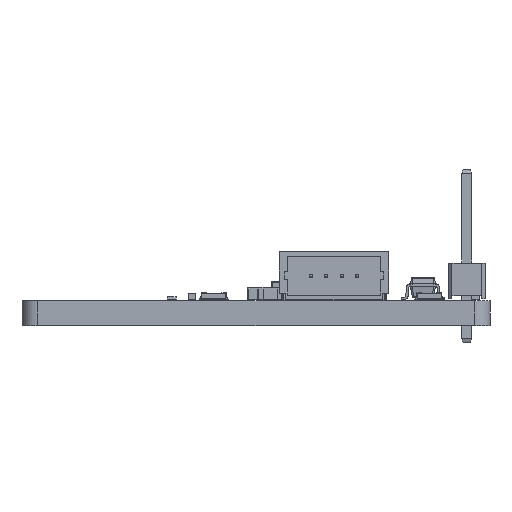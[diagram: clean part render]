
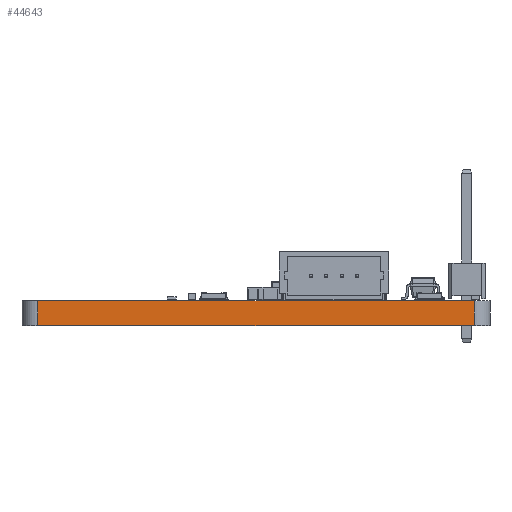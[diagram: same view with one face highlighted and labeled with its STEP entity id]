
A CAD part, front view. The second image highlights one B-rep face of the part: STEP entity #44643.
In plain terms, the highlighted planar face has unit normal (0, -1, 0).
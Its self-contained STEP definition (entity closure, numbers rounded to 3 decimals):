
#43381 = CYLINDRICAL_SURFACE('',#43382,1.);
#43382 = AXIS2_PLACEMENT_3D('',#43383,#43384,#43385);
#43383 = CARTESIAN_POINT('',(1.,1.,0.));
#43384 = DIRECTION('',(-0.,-0.,-1.));
#43385 = DIRECTION('',(1.,0.,-0.));
#43409 = PLANE('',#43410);
#43410 = AXIS2_PLACEMENT_3D('',#43411,#43412,#43413);
#43411 = CARTESIAN_POINT('',(14.963,15.,1.6));
#43412 = DIRECTION('',(-0.,-0.,-1.));
#43413 = DIRECTION('',(-1.,0.,0.));
#43463 = PLANE('',#43464);
#43464 = AXIS2_PLACEMENT_3D('',#43465,#43466,#43467);
#43465 = CARTESIAN_POINT('',(14.963,15.,0.));
#43466 = DIRECTION('',(-0.,-0.,-1.));
#43467 = DIRECTION('',(-1.,0.,0.));
#43480 = VERTEX_POINT('',#43481);
#43481 = CARTESIAN_POINT('',(1.,0.,1.6));
#43507 = EDGE_CURVE('',#43508,#43480,#43510,.T.);
#43508 = VERTEX_POINT('',#43509);
#43509 = CARTESIAN_POINT('',(1.,-0.,0.));
#43510 = SURFACE_CURVE('',#43511,(#43515,#43522),.PCURVE_S1.);
#43511 = LINE('',#43512,#43513);
#43512 = CARTESIAN_POINT('',(1.,-0.,0.));
#43513 = VECTOR('',#43514,1.);
#43514 = DIRECTION('',(0.,0.,1.));
#43515 = PCURVE('',#43381,#43516);
#43516 = DEFINITIONAL_REPRESENTATION('',(#43517),#43521);
#43517 = LINE('',#43518,#43519);
#43518 = CARTESIAN_POINT('',(-4.712,0.));
#43519 = VECTOR('',#43520,1.);
#43520 = DIRECTION('',(-0.,-1.));
#43521 = ( GEOMETRIC_REPRESENTATION_CONTEXT(2) 
PARAMETRIC_REPRESENTATION_CONTEXT() REPRESENTATION_CONTEXT('2D SPACE',''
  ) );
#43522 = PCURVE('',#43523,#43528);
#43523 = PLANE('',#43524);
#43524 = AXIS2_PLACEMENT_3D('',#43525,#43526,#43527);
#43525 = CARTESIAN_POINT('',(29.,0.,0.));
#43526 = DIRECTION('',(0.,-1.,0.));
#43527 = DIRECTION('',(-1.,0.,0.));
#43528 = DEFINITIONAL_REPRESENTATION('',(#43529),#43533);
#43529 = LINE('',#43530,#43531);
#43530 = CARTESIAN_POINT('',(28.,0.));
#43531 = VECTOR('',#43532,1.);
#43532 = DIRECTION('',(0.,-1.));
#43533 = ( GEOMETRIC_REPRESENTATION_CONTEXT(2) 
PARAMETRIC_REPRESENTATION_CONTEXT() REPRESENTATION_CONTEXT('2D SPACE',''
  ) );
#43844 = VERTEX_POINT('',#43845);
#43845 = CARTESIAN_POINT('',(29.,0.,0.));
#43864 = CYLINDRICAL_SURFACE('',#43865,1.);
#43865 = AXIS2_PLACEMENT_3D('',#43866,#43867,#43868);
#43866 = CARTESIAN_POINT('',(29.,1.,0.));
#43867 = DIRECTION('',(-0.,-0.,-1.));
#43868 = DIRECTION('',(1.,0.,-0.));
#43876 = EDGE_CURVE('',#43844,#43508,#43877,.T.);
#43877 = SURFACE_CURVE('',#43878,(#43882,#43889),.PCURVE_S1.);
#43878 = LINE('',#43879,#43880);
#43879 = CARTESIAN_POINT('',(29.,0.,0.));
#43880 = VECTOR('',#43881,1.);
#43881 = DIRECTION('',(-1.,-0.,0.));
#43882 = PCURVE('',#43463,#43883);
#43883 = DEFINITIONAL_REPRESENTATION('',(#43884),#43888);
#43884 = LINE('',#43885,#43886);
#43885 = CARTESIAN_POINT('',(-14.037,-15.));
#43886 = VECTOR('',#43887,1.);
#43887 = DIRECTION('',(1.,0.));
#43888 = ( GEOMETRIC_REPRESENTATION_CONTEXT(2) 
PARAMETRIC_REPRESENTATION_CONTEXT() REPRESENTATION_CONTEXT('2D SPACE',''
  ) );
#43889 = PCURVE('',#43523,#43890);
#43890 = DEFINITIONAL_REPRESENTATION('',(#43891),#43895);
#43891 = LINE('',#43892,#43893);
#43892 = CARTESIAN_POINT('',(0.,-0.));
#43893 = VECTOR('',#43894,1.);
#43894 = DIRECTION('',(1.,0.));
#43895 = ( GEOMETRIC_REPRESENTATION_CONTEXT(2) 
PARAMETRIC_REPRESENTATION_CONTEXT() REPRESENTATION_CONTEXT('2D SPACE',''
  ) );
#44355 = VERTEX_POINT('',#44356);
#44356 = CARTESIAN_POINT('',(29.,0.,1.6));
#44382 = EDGE_CURVE('',#44355,#43480,#44383,.T.);
#44383 = SURFACE_CURVE('',#44384,(#44388,#44395),.PCURVE_S1.);
#44384 = LINE('',#44385,#44386);
#44385 = CARTESIAN_POINT('',(29.,0.,1.6));
#44386 = VECTOR('',#44387,1.);
#44387 = DIRECTION('',(-1.,-0.,0.));
#44388 = PCURVE('',#43409,#44389);
#44389 = DEFINITIONAL_REPRESENTATION('',(#44390),#44394);
#44390 = LINE('',#44391,#44392);
#44391 = CARTESIAN_POINT('',(-14.037,-15.));
#44392 = VECTOR('',#44393,1.);
#44393 = DIRECTION('',(1.,0.));
#44394 = ( GEOMETRIC_REPRESENTATION_CONTEXT(2) 
PARAMETRIC_REPRESENTATION_CONTEXT() REPRESENTATION_CONTEXT('2D SPACE',''
  ) );
#44395 = PCURVE('',#43523,#44396);
#44396 = DEFINITIONAL_REPRESENTATION('',(#44397),#44401);
#44397 = LINE('',#44398,#44399);
#44398 = CARTESIAN_POINT('',(0.,-1.6));
#44399 = VECTOR('',#44400,1.);
#44400 = DIRECTION('',(1.,0.));
#44401 = ( GEOMETRIC_REPRESENTATION_CONTEXT(2) 
PARAMETRIC_REPRESENTATION_CONTEXT() REPRESENTATION_CONTEXT('2D SPACE',''
  ) );
#44643 = ADVANCED_FACE('',(#44644),#43523,.T.);
#44644 = FACE_BOUND('',#44645,.T.);
#44645 = EDGE_LOOP('',(#44646,#44667,#44668,#44669));
#44646 = ORIENTED_EDGE('',*,*,#44647,.T.);
#44647 = EDGE_CURVE('',#43844,#44355,#44648,.T.);
#44648 = SURFACE_CURVE('',#44649,(#44653,#44660),.PCURVE_S1.);
#44649 = LINE('',#44650,#44651);
#44650 = CARTESIAN_POINT('',(29.,0.,0.));
#44651 = VECTOR('',#44652,1.);
#44652 = DIRECTION('',(0.,0.,1.));
#44653 = PCURVE('',#43523,#44654);
#44654 = DEFINITIONAL_REPRESENTATION('',(#44655),#44659);
#44655 = LINE('',#44656,#44657);
#44656 = CARTESIAN_POINT('',(0.,-0.));
#44657 = VECTOR('',#44658,1.);
#44658 = DIRECTION('',(0.,-1.));
#44659 = ( GEOMETRIC_REPRESENTATION_CONTEXT(2) 
PARAMETRIC_REPRESENTATION_CONTEXT() REPRESENTATION_CONTEXT('2D SPACE',''
  ) );
#44660 = PCURVE('',#43864,#44661);
#44661 = DEFINITIONAL_REPRESENTATION('',(#44662),#44666);
#44662 = LINE('',#44663,#44664);
#44663 = CARTESIAN_POINT('',(-4.712,0.));
#44664 = VECTOR('',#44665,1.);
#44665 = DIRECTION('',(-0.,-1.));
#44666 = ( GEOMETRIC_REPRESENTATION_CONTEXT(2) 
PARAMETRIC_REPRESENTATION_CONTEXT() REPRESENTATION_CONTEXT('2D SPACE',''
  ) );
#44667 = ORIENTED_EDGE('',*,*,#44382,.T.);
#44668 = ORIENTED_EDGE('',*,*,#43507,.F.);
#44669 = ORIENTED_EDGE('',*,*,#43876,.F.);
